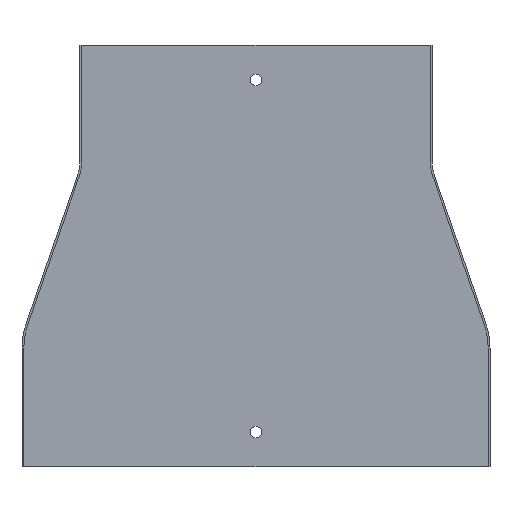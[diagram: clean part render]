
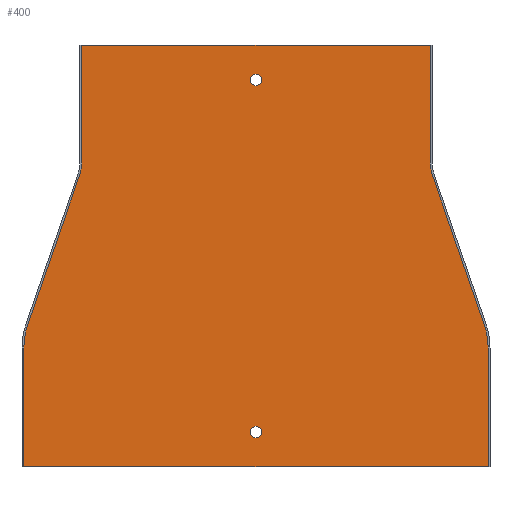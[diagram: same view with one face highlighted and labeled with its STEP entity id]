
A CAD part, front view. The second image highlights one B-rep face of the part: STEP entity #400.
In plain terms, the highlighted planar face has unit normal (0, -1, 0).
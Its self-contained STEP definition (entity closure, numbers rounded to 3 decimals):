
#18 = EDGE_LOOP ( 'NONE', ( #685 ) ) ;
#26 = EDGE_LOOP ( 'NONE', ( #686 ) ) ;
#108 = EDGE_LOOP ( 'NONE', ( #684, #683, #682, #681, #680, #679, #678, #677, #676, #675, #674, #673 ) ) ;
#168 = AXIS2_PLACEMENT_3D ( 'NONE', #872, #873, #874 ) ;
#170 = AXIS2_PLACEMENT_3D ( 'NONE', #866, #867, #868 ) ;
#171 = AXIS2_PLACEMENT_3D ( 'NONE', #858, #859, #860 ) ;
#173 = AXIS2_PLACEMENT_3D ( 'NONE', #880, #881, #882 ) ;
#186 = AXIS2_PLACEMENT_3D ( 'NONE', #862, #863, #864 ) ;
#195 = AXIS2_PLACEMENT_3D ( 'NONE', #887, #888, #889 ) ;
#251 = EDGE_CURVE ( 'NONE', #645, #644, #588, .T. ) ;
#262 = CARTESIAN_POINT ( 'NONE',  ( -76., 0., 0. ) ) ;
#272 = DIRECTION ( 'NONE',  ( 1., 0., 0. ) ) ;
#298 = AXIS2_PLACEMENT_3D ( 'NONE', #799, #798, #803 ) ;
#312 = EDGE_CURVE ( 'NONE', #669, #665, #520, .T. ) ;
#359 = DIRECTION ( 'NONE',  ( -1., 0., 0. ) ) ;
#380 = CARTESIAN_POINT ( 'NONE',  ( -101., 0., -182. ) ) ;
#400 = ADVANCED_FACE ( 'NONE', ( #473, #468, #479 ), #801, .F. ) ;
#410 = VERTEX_POINT ( 'NONE', #956 ) ;
#416 = VERTEX_POINT ( 'NONE', #955 ) ;
#424 = VECTOR ( 'NONE', #879, 1000. ) ;
#426 = LINE ( 'NONE', #878, #424 ) ;
#427 = VECTOR ( 'NONE', #884, 1000. ) ;
#428 = CIRCLE ( 'NONE', #195, 31.2 ) ;
#429 = VECTOR ( 'NONE', #871, 1000. ) ;
#430 = LINE ( 'NONE', #883, #427 ) ;
#431 = LINE ( 'NONE', #876, #429 ) ;
#434 = VECTOR ( 'NONE', #861, 1000. ) ;
#436 = LINE ( 'NONE', #850, #434 ) ;
#437 = VECTOR ( 'NONE', #870, 1000. ) ;
#438 = CIRCLE ( 'NONE', #168, 18.8 ) ;
#439 = VECTOR ( 'NONE', #857, 1000. ) ;
#440 = CIRCLE ( 'NONE', #170, 18.8 ) ;
#441 = CIRCLE ( 'NONE', #186, 2.5 ) ;
#442 = CIRCLE ( 'NONE', #171, 2.5 ) ;
#444 = LINE ( 'NONE', #869, #437 ) ;
#445 = CIRCLE ( 'NONE', #173, 31.2 ) ;
#453 = LINE ( 'NONE', #865, #439 ) ;
#468 = FACE_BOUND ( 'NONE', #18, .T. ) ;
#473 = FACE_BOUND ( 'NONE', #26, .T. ) ;
#479 = FACE_OUTER_BOUND ( 'NONE', #108, .T. ) ;
#511 = VECTOR ( 'NONE', #272, 1000. ) ;
#520 = LINE ( 'NONE', #262, #511 ) ;
#555 = EDGE_CURVE ( 'NONE', #416, #416, #442, .T. ) ;
#556 = EDGE_CURVE ( 'NONE', #410, #410, #441, .T. ) ;
#557 = EDGE_CURVE ( 'NONE', #637, #643, #440, .T. ) ;
#558 = EDGE_CURVE ( 'NONE', #643, #665, #453, .T. ) ;
#559 = EDGE_CURVE ( 'NONE', #669, #641, #444, .T. ) ;
#560 = EDGE_CURVE ( 'NONE', #641, #633, #438, .T. ) ;
#561 = EDGE_CURVE ( 'NONE', #633, #632, #436, .T. ) ;
#563 = EDGE_CURVE ( 'NONE', #632, #631, #445, .T. ) ;
#564 = EDGE_CURVE ( 'NONE', #631, #644, #431, .T. ) ;
#565 = EDGE_CURVE ( 'NONE', #645, #636, #430, .T. ) ;
#566 = EDGE_CURVE ( 'NONE', #636, #629, #428, .T. ) ;
#567 = EDGE_CURVE ( 'NONE', #629, #637, #426, .T. ) ;
#585 = VECTOR ( 'NONE', #359, 1000. ) ;
#588 = LINE ( 'NONE', #380, #585 ) ;
#629 = VERTEX_POINT ( 'NONE', #902 ) ;
#631 = VERTEX_POINT ( 'NONE', #913 ) ;
#632 = VERTEX_POINT ( 'NONE', #914 ) ;
#633 = VERTEX_POINT ( 'NONE', #915 ) ;
#636 = VERTEX_POINT ( 'NONE', #918 ) ;
#637 = VERTEX_POINT ( 'NONE', #919 ) ;
#641 = VERTEX_POINT ( 'NONE', #923 ) ;
#643 = VERTEX_POINT ( 'NONE', #925 ) ;
#644 = VERTEX_POINT ( 'NONE', #926 ) ;
#645 = VERTEX_POINT ( 'NONE', #927 ) ;
#665 = VERTEX_POINT ( 'NONE', #947 ) ;
#669 = VERTEX_POINT ( 'NONE', #951 ) ;
#673 = ORIENTED_EDGE ( 'NONE', *, *, #567, .T. ) ;
#674 = ORIENTED_EDGE ( 'NONE', *, *, #566, .T. ) ;
#675 = ORIENTED_EDGE ( 'NONE', *, *, #565, .T. ) ;
#676 = ORIENTED_EDGE ( 'NONE', *, *, #251, .F. ) ;
#677 = ORIENTED_EDGE ( 'NONE', *, *, #564, .T. ) ;
#678 = ORIENTED_EDGE ( 'NONE', *, *, #563, .T. ) ;
#679 = ORIENTED_EDGE ( 'NONE', *, *, #561, .T. ) ;
#680 = ORIENTED_EDGE ( 'NONE', *, *, #560, .T. ) ;
#681 = ORIENTED_EDGE ( 'NONE', *, *, #559, .T. ) ;
#682 = ORIENTED_EDGE ( 'NONE', *, *, #312, .F. ) ;
#683 = ORIENTED_EDGE ( 'NONE', *, *, #558, .T. ) ;
#684 = ORIENTED_EDGE ( 'NONE', *, *, #557, .T. ) ;
#685 = ORIENTED_EDGE ( 'NONE', *, *, #556, .T. ) ;
#686 = ORIENTED_EDGE ( 'NONE', *, *, #555, .T. ) ;
#798 = DIRECTION ( 'NONE',  ( 0., 1., 0. ) ) ;
#799 = CARTESIAN_POINT ( 'NONE',  ( -94., 0., -50.277 ) ) ;
#801 = PLANE ( 'NONE',  #298 ) ;
#803 = DIRECTION ( 'NONE',  ( 0., 0., 1. ) ) ;
#850 = CARTESIAN_POINT ( 'NONE',  ( -76.24, 0., -56.444 ) ) ;
#857 = DIRECTION ( 'NONE',  ( 0., 0., 1. ) ) ;
#858 = CARTESIAN_POINT ( 'NONE',  ( 0., 0., -15. ) ) ;
#859 = DIRECTION ( 'NONE',  ( 0., 1., 0. ) ) ;
#860 = DIRECTION ( 'NONE',  ( 0., 0., 1. ) ) ;
#861 = DIRECTION ( 'NONE',  ( -0.328, 0., -0.945 ) ) ;
#862 = CARTESIAN_POINT ( 'NONE',  ( 0., 0., -167. ) ) ;
#863 = DIRECTION ( 'NONE',  ( 0., 1., 0. ) ) ;
#864 = DIRECTION ( 'NONE',  ( 0., 0., 1. ) ) ;
#865 = CARTESIAN_POINT ( 'NONE',  ( 75.2, 0., -50.277 ) ) ;
#866 = CARTESIAN_POINT ( 'NONE',  ( 94., 0., -50.277 ) ) ;
#867 = DIRECTION ( 'NONE',  ( 0., 1., 0. ) ) ;
#868 = DIRECTION ( 'NONE',  ( 0., 0., 1. ) ) ;
#869 = CARTESIAN_POINT ( 'NONE',  ( -75.2, 0., -50.277 ) ) ;
#870 = DIRECTION ( 'NONE',  ( 0., 0., -1. ) ) ;
#871 = DIRECTION ( 'NONE',  ( 0., 0., -1. ) ) ;
#872 = CARTESIAN_POINT ( 'NONE',  ( -94., 0., -50.277 ) ) ;
#873 = DIRECTION ( 'NONE',  ( 0., 1., 0. ) ) ;
#874 = DIRECTION ( 'NONE',  ( 0., 0., 1. ) ) ;
#876 = CARTESIAN_POINT ( 'NONE',  ( -100.2, 0., -50.277 ) ) ;
#878 = CARTESIAN_POINT ( 'NONE',  ( 56.013, 0., 1.811 ) ) ;
#879 = DIRECTION ( 'NONE',  ( -0.328, 0., 0.945 ) ) ;
#880 = CARTESIAN_POINT ( 'NONE',  ( -69., 0., -130.711 ) ) ;
#881 = DIRECTION ( 'NONE',  ( 0., -1., 0. ) ) ;
#882 = DIRECTION ( 'NONE',  ( 0., 0., 1. ) ) ;
#883 = CARTESIAN_POINT ( 'NONE',  ( 100.2, 0., -50.277 ) ) ;
#884 = DIRECTION ( 'NONE',  ( 0., 0., 1. ) ) ;
#887 = CARTESIAN_POINT ( 'NONE',  ( 69., 0., -130.711 ) ) ;
#888 = DIRECTION ( 'NONE',  ( 0., -1., 0. ) ) ;
#889 = DIRECTION ( 'NONE',  ( 0., 0., 1. ) ) ;
#902 = CARTESIAN_POINT ( 'NONE',  ( 98.474, 0., -120.477 ) ) ;
#913 = CARTESIAN_POINT ( 'NONE',  ( -100.2, 0., -130.711 ) ) ;
#914 = CARTESIAN_POINT ( 'NONE',  ( -98.474, 0., -120.477 ) ) ;
#915 = CARTESIAN_POINT ( 'NONE',  ( -76.24, 0., -56.444 ) ) ;
#918 = CARTESIAN_POINT ( 'NONE',  ( 100.2, 0., -130.711 ) ) ;
#919 = CARTESIAN_POINT ( 'NONE',  ( 76.24, 0., -56.444 ) ) ;
#923 = CARTESIAN_POINT ( 'NONE',  ( -75.2, 0., -50.277 ) ) ;
#925 = CARTESIAN_POINT ( 'NONE',  ( 75.2, 0., -50.277 ) ) ;
#926 = CARTESIAN_POINT ( 'NONE',  ( -100.2, 0., -182. ) ) ;
#927 = CARTESIAN_POINT ( 'NONE',  ( 100.2, 0., -182. ) ) ;
#947 = CARTESIAN_POINT ( 'NONE',  ( 75.2, 0., 0. ) ) ;
#951 = CARTESIAN_POINT ( 'NONE',  ( -75.2, 0., 0. ) ) ;
#955 = CARTESIAN_POINT ( 'NONE',  ( 0., 0., -12.5 ) ) ;
#956 = CARTESIAN_POINT ( 'NONE',  ( 0., 0., -164.5 ) ) ;
